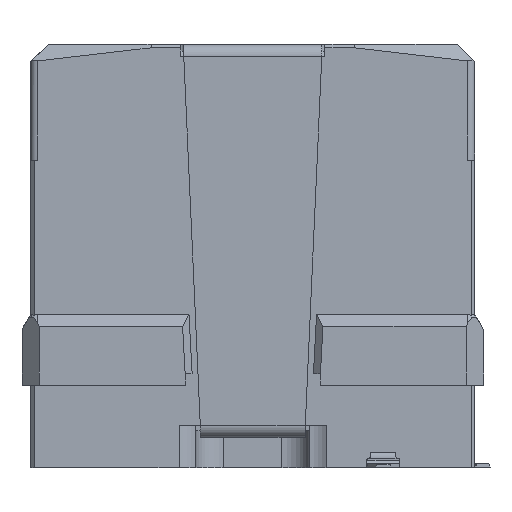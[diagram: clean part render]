
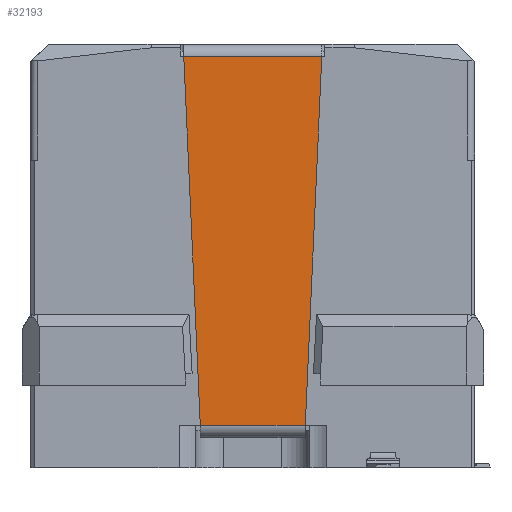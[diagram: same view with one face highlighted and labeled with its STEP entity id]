
A CAD part, left-side view. The second image highlights one B-rep face of the part: STEP entity #32193.
In plain terms, the highlighted planar face has unit normal (-1, 0, 0).
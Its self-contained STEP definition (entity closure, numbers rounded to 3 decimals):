
#201 = CARTESIAN_POINT ( 'NONE',  ( -7.75, 2.057, 5.044 ) ) ;
#335 = VECTOR ( 'NONE', #23866, 1000. ) ;
#649 = VERTEX_POINT ( 'NONE', #22886 ) ;
#1292 = CARTESIAN_POINT ( 'NONE',  ( -7.75, 5.231, 1.21 ) ) ;
#1380 = EDGE_CURVE ( 'NONE', #18282, #33117, #32772, .T. ) ;
#1474 = EDGE_LOOP ( 'NONE', ( #26967, #9532, #4638, #20452, #14499, #32673, #11668, #18152 ) ) ;
#1817 = LINE ( 'NONE', #201, #23585 ) ;
#2321 = CARTESIAN_POINT ( 'NONE',  ( -7.75, 5.403, 5.044 ) ) ;
#3112 = EDGE_CURVE ( 'NONE', #17983, #6822, #8329, .T. ) ;
#3173 = DIRECTION ( 'NONE',  ( 0., 0.045, -0.999 ) ) ;
#4137 = VECTOR ( 'NONE', #18695, 1000. ) ;
#4310 = CARTESIAN_POINT ( 'NONE',  ( -7.75, 1.93, 7.874 ) ) ;
#4638 = ORIENTED_EDGE ( 'NONE', *, *, #1380, .F. ) ;
#4773 = CARTESIAN_POINT ( 'NONE',  ( -7.75, 5.231, 1.21 ) ) ;
#5132 = CARTESIAN_POINT ( 'NONE',  ( -7.75, 2.229, 1.21 ) ) ;
#5586 = DIRECTION ( 'NONE',  ( 0., 1., 0. ) ) ;
#6211 = VECTOR ( 'NONE', #28039, 1000. ) ;
#6822 = VERTEX_POINT ( 'NONE', #4310 ) ;
#8289 = CARTESIAN_POINT ( 'NONE',  ( -7.75, 2.057, 5.044 ) ) ;
#8329 = LINE ( 'NONE', #32483, #20307 ) ;
#8784 = LINE ( 'NONE', #25387, #6211 ) ;
#9532 = ORIENTED_EDGE ( 'NONE', *, *, #29384, .F. ) ;
#10854 = EDGE_CURVE ( 'NONE', #16560, #24061, #19040, .T. ) ;
#10966 = EDGE_CURVE ( 'NONE', #649, #26852, #8784, .T. ) ;
#11668 = ORIENTED_EDGE ( 'NONE', *, *, #10854, .T. ) ;
#12069 = EDGE_CURVE ( 'NONE', #16560, #6822, #23594, .T. ) ;
#13986 = DIRECTION ( 'NONE',  ( 0., 0.045, -0.999 ) ) ;
#14499 = ORIENTED_EDGE ( 'NONE', *, *, #3112, .T. ) ;
#16251 = LINE ( 'NONE', #17932, #27753 ) ;
#16351 = CARTESIAN_POINT ( 'NONE',  ( -7.75, 5.704, 11.76 ) ) ;
#16560 = VERTEX_POINT ( 'NONE', #18621 ) ;
#16874 = DIRECTION ( 'NONE',  ( 1., 0., 0. ) ) ;
#17110 = CARTESIAN_POINT ( 'NONE',  ( -7.75, 0.98, 7.874 ) ) ;
#17932 = CARTESIAN_POINT ( 'NONE',  ( -7.75, 5.53, 7.874 ) ) ;
#17983 = VERTEX_POINT ( 'NONE', #8289 ) ;
#18152 = ORIENTED_EDGE ( 'NONE', *, *, #27705, .F. ) ;
#18282 = VERTEX_POINT ( 'NONE', #5132 ) ;
#18621 = CARTESIAN_POINT ( 'NONE',  ( -7.75, 1.756, 11.76 ) ) ;
#18695 = DIRECTION ( 'NONE',  ( 0., 1., 0. ) ) ;
#19040 = LINE ( 'NONE', #30046, #28843 ) ;
#20307 = VECTOR ( 'NONE', #27858, 1000. ) ;
#20330 = FACE_OUTER_BOUND ( 'NONE', #1474, .T. ) ;
#20452 = ORIENTED_EDGE ( 'NONE', *, *, #34488, .F. ) ;
#21257 = LINE ( 'NONE', #4773, #335 ) ;
#22235 = PLANE ( 'NONE',  #31461 ) ;
#22886 = CARTESIAN_POINT ( 'NONE',  ( -7.75, 5.53, 7.874 ) ) ;
#23585 = VECTOR ( 'NONE', #3173, 1000. ) ;
#23594 = LINE ( 'NONE', #29355, #32973 ) ;
#23866 = DIRECTION ( 'NONE',  ( 0., 0.045, 0.999 ) ) ;
#24061 = VERTEX_POINT ( 'NONE', #16351 ) ;
#25315 = DIRECTION ( 'NONE',  ( 0., 0., 1. ) ) ;
#25387 = CARTESIAN_POINT ( 'NONE',  ( -7.75, 5.521, 7.67 ) ) ;
#26775 = CARTESIAN_POINT ( 'NONE',  ( -7.75, 0.98, 1.21 ) ) ;
#26852 = VERTEX_POINT ( 'NONE', #2321 ) ;
#26967 = ORIENTED_EDGE ( 'NONE', *, *, #10966, .T. ) ;
#27705 = EDGE_CURVE ( 'NONE', #649, #24061, #16251, .T. ) ;
#27753 = VECTOR ( 'NONE', #31239, 1000. ) ;
#27858 = DIRECTION ( 'NONE',  ( 0., -0.045, 0.999 ) ) ;
#28039 = DIRECTION ( 'NONE',  ( 0., -0.045, -0.999 ) ) ;
#28843 = VECTOR ( 'NONE', #5586, 1000. ) ;
#29355 = CARTESIAN_POINT ( 'NONE',  ( -7.75, 1.756, 11.76 ) ) ;
#29384 = EDGE_CURVE ( 'NONE', #33117, #26852, #21257, .T. ) ;
#30046 = CARTESIAN_POINT ( 'NONE',  ( -7.75, 0.98, 11.76 ) ) ;
#31239 = DIRECTION ( 'NONE',  ( 0., 0.045, 0.999 ) ) ;
#31461 = AXIS2_PLACEMENT_3D ( 'NONE', #17110, #16874, #25315 ) ;
#32193 = ADVANCED_FACE ( 'NONE', ( #20330 ), #22235, .F. ) ;
#32483 = CARTESIAN_POINT ( 'NONE',  ( -7.75, 1.928, 7.917 ) ) ;
#32673 = ORIENTED_EDGE ( 'NONE', *, *, #12069, .F. ) ;
#32772 = LINE ( 'NONE', #26775, #4137 ) ;
#32973 = VECTOR ( 'NONE', #13986, 1000. ) ;
#33117 = VERTEX_POINT ( 'NONE', #1292 ) ;
#34488 = EDGE_CURVE ( 'NONE', #17983, #18282, #1817, .T. ) ;
